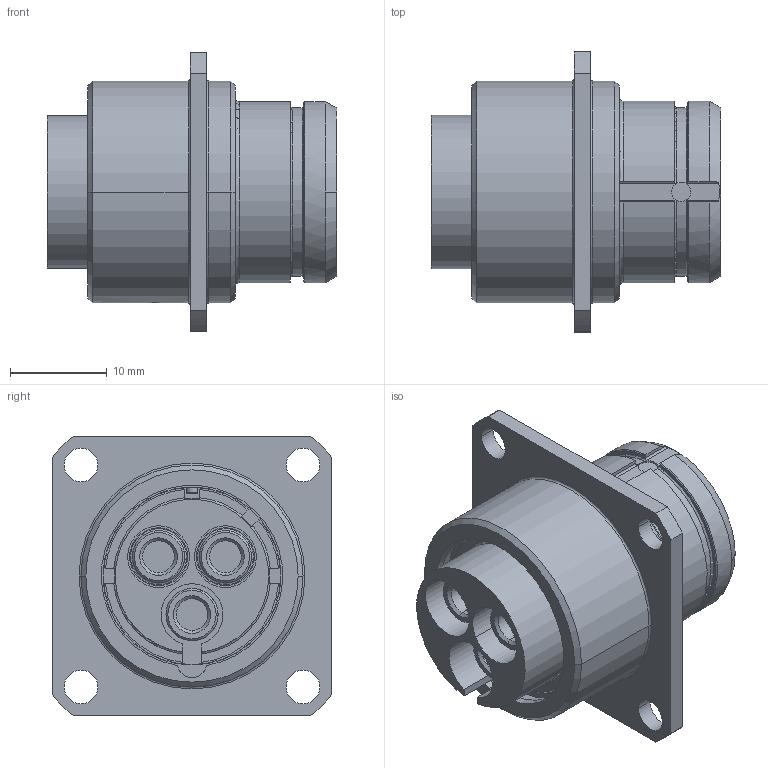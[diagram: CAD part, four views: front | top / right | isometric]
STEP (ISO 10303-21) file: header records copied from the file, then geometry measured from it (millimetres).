
FILE_DESCRIPTION((''),'2;1');
FILE_NAME('1331E303MS','2024-08-08T15:38:36',('paultorloting'),('NET AG system integration'),'CREO PARAMETRIC BY PTC INC, 2021404','CREO PARAMETRIC BY PTC INC, 2021404','');
FILE_SCHEMA(('AUTOMOTIVE_DESIGN { 1 0 10303 214 1 1 1 1 }'));
Length unit declared in the file: millimetre
Products named in the file (1): 1331E303MS
Bounding box: 30 x 29 x 29 mm (x, y, z)
Volume: 8417.7 mm3; surface area: 6569.2 mm2
Topology: 1 solids, 1 shells, 284 faces, 719 edges, 464 vertices
Faces by surface type: plane 147, cylinder 89, cone 29, torus 12, bspline 7
Entity records: 10899 total; most frequent: CARTESIAN_POINT 2346, DIRECTION 1457, ORIENTED_EDGE 1438, EDGE_CURVE 719, AXIS2_PLACEMENT_3D 524, VERTEX_POINT 464, VECTOR 406, LINE 406
